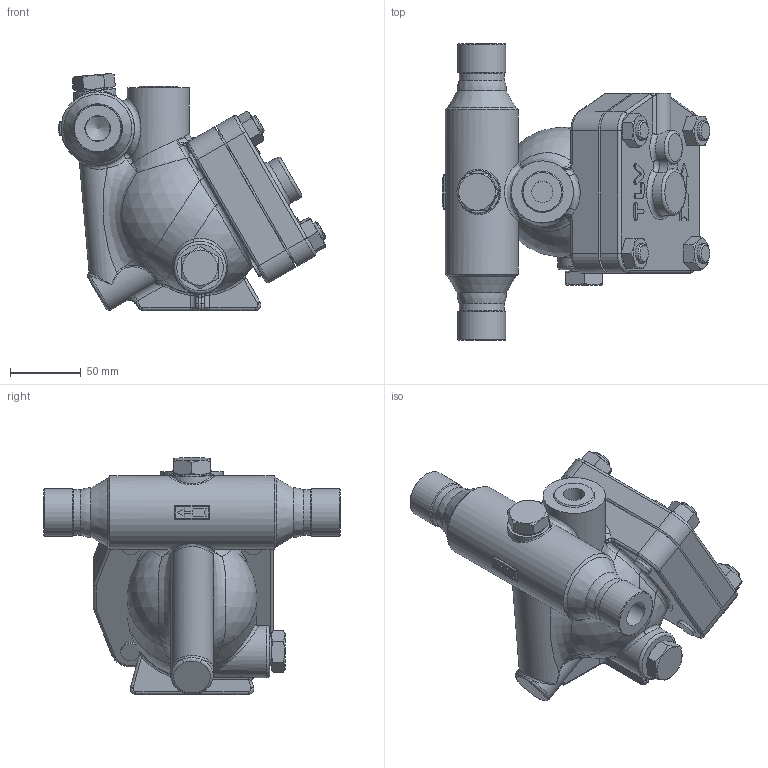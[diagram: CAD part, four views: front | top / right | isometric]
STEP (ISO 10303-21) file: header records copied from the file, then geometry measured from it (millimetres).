
FILE_DESCRIPTION((''),'2;1');
FILE_NAME('gas1n-015-screw-00.stp','2010-10-28T09:52:10',('nakaot'),(''),'Autodesk Inventor 2008','Autodesk Inventor 2008','');
FILE_SCHEMA(('AUTOMOTIVE_DESIGN { 1 0 10303 214 1 1 1 1 }'));
Length unit declared in the file: millimetre
Products named in the file (1): gas1n-015-screw-00
Bounding box: 189.62 x 210 x 167.99 mm (x, y, z)
Volume: 1593566.6 mm3; surface area: 135334.6 mm2
Topology: 1 solids, 1 shells, 439 faces, 1030 edges, 607 vertices
Faces by surface type: plane 153, bspline 114, cylinder 99, cone 51, torus 14, sphere 8
Full cylindrical faces by diameter (mm): 14 x12, 17.475 x1, 21 x1, 26 x1, 32 x1, 34 x1, 37 x1, 44 x1, 52 x1, 107 x1
Entity records: 21032 total; most frequent: CARTESIAN_POINT 11996, ORIENTED_EDGE 1890, DIRECTION 1771, EDGE_CURVE 945, AXIS2_PLACEMENT_3D 717, VERTEX_POINT 590, EDGE_LOOP 529, FACE_OUTER_BOUND 439
